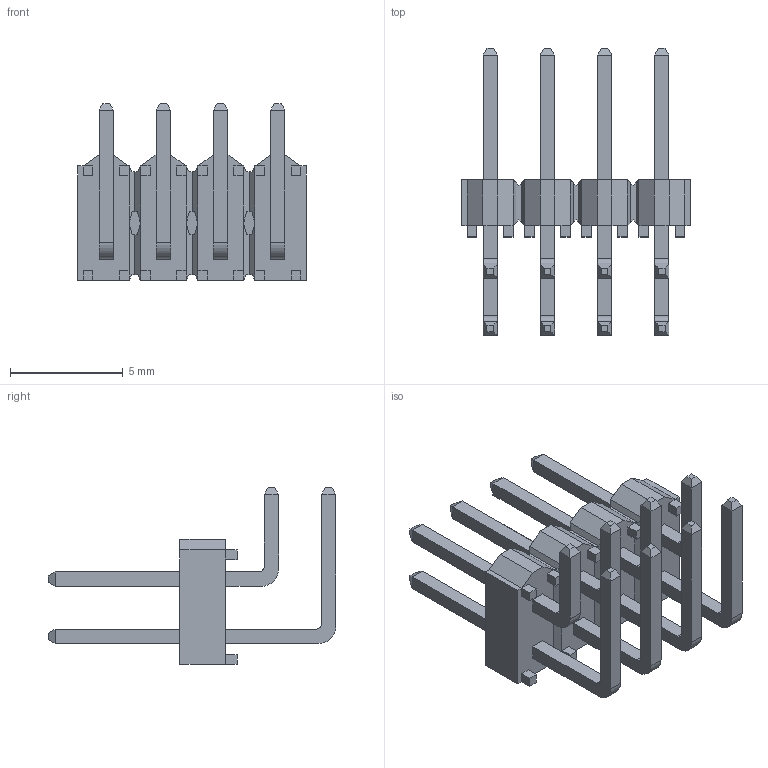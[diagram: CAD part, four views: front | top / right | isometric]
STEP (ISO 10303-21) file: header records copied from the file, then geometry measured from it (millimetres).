
FILE_DESCRIPTION( ( 'STEP AP214' ), '1' );
FILE_NAME( 'TSW-104-08-T-D-RA.stp', '2021-02-08T05:46:25', ( 'License CC BY-ND 4.0' ), ( 'CADENAS' ), ' ', 'PARTsolutions', ' ' );
FILE_SCHEMA( ( 'AUTOMOTIVE_DESIGN { 1 0 10303 214 1 1 1 1 }' ) );
Length unit declared in the file: inch
Products named in the file (3): TSW-104-08-T-D-RA; _TSW-104-08-T-D-RA_body; _T-1S6-08-TSW-1-08-4-RA-D
Assembly tree (2 placements, depth 2):
  TSW-104-08-T-D-RA
    _TSW-104-08-T-D-RA_body
    _T-1S6-08-TSW-1-08-4-RA-D
Bounding box: 10.16 x 12.76 x 7.85 mm (x, y, z)
Volume: 155.3 mm3; surface area: 623.5 mm2
Topology: 2 solids, 2 shells, 372 faces, 970 edges, 612 vertices
Faces by surface type: plane 356, cylinder 16
Entity records: 14128 total; most frequent: CARTESIAN_POINT 1957, ORIENTED_EDGE 1940, DIRECTION 1752, EDGE_CURVE 970, LINE 938, VECTOR 938, VERTEX_POINT 612, AXIS2_PLACEMENT_3D 407
